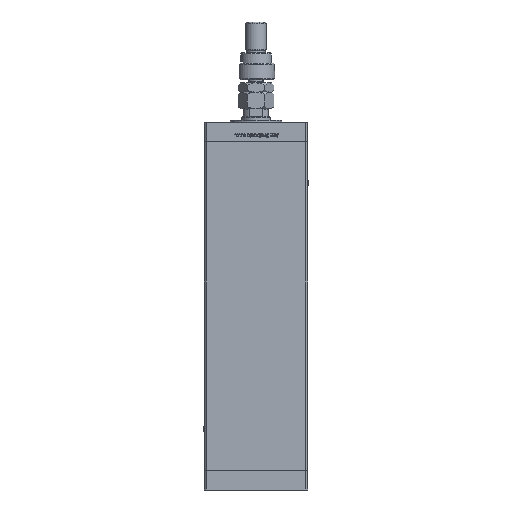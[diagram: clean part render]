
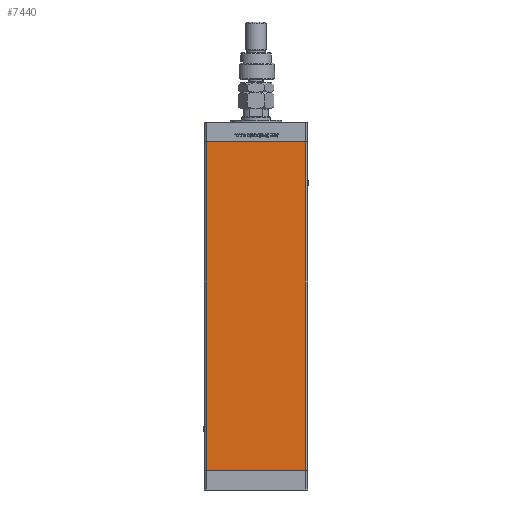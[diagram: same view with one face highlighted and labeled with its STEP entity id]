
A CAD part, front view. The second image highlights one B-rep face of the part: STEP entity #7440.
In plain terms, the highlighted planar face has unit normal (0, -1, 0).
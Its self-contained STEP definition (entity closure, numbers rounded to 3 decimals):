
#129 = DIRECTION ( 'NONE',  ( 0., 0., -1. ) ) ;
#1167 = DIRECTION ( 'NONE',  ( 1., 0., 0. ) ) ;
#2101 = CARTESIAN_POINT ( 'NONE',  ( 48., -43.5, 318.5 ) ) ;
#6231 = VECTOR ( 'NONE', #129, 1000. ) ;
#6273 = EDGE_CURVE ( 'NONE', #32066, #44578, #14907, .T. ) ;
#7440 = ADVANCED_FACE ( 'NONE', ( #50191 ), #46347, .F. ) ;
#10439 = CARTESIAN_POINT ( 'NONE',  ( 48., -43.5, 0. ) ) ;
#10874 = DIRECTION ( 'NONE',  ( 0., 1., 0. ) ) ;
#11888 = VERTEX_POINT ( 'NONE', #10439 ) ;
#12083 = CARTESIAN_POINT ( 'NONE',  ( -48., -43.5, 0. ) ) ;
#12564 = EDGE_LOOP ( 'NONE', ( #51296, #46662, #41462, #19340 ) ) ;
#14907 = LINE ( 'NONE', #33105, #21523 ) ;
#17403 = VECTOR ( 'NONE', #51957, 1000. ) ;
#19337 = DIRECTION ( 'NONE',  ( 1., 0., 0. ) ) ;
#19340 = ORIENTED_EDGE ( 'NONE', *, *, #28613, .T. ) ;
#21523 = VECTOR ( 'NONE', #19337, 1000. ) ;
#24369 = EDGE_CURVE ( 'NONE', #44578, #11888, #34105, .T. ) ;
#27753 = CARTESIAN_POINT ( 'NONE',  ( -48., -43.5, 318.5 ) ) ;
#28613 = EDGE_CURVE ( 'NONE', #32066, #44498, #49139, .T. ) ;
#30917 = AXIS2_PLACEMENT_3D ( 'NONE', #37585, #10874, #55157 ) ;
#32066 = VERTEX_POINT ( 'NONE', #57696 ) ;
#32599 = LINE ( 'NONE', #46325, #41297 ) ;
#33105 = CARTESIAN_POINT ( 'NONE',  ( -48., -43.5, 318.5 ) ) ;
#34105 = LINE ( 'NONE', #2101, #17403 ) ;
#37585 = CARTESIAN_POINT ( 'NONE',  ( -48., -43.5, 318.5 ) ) ;
#41297 = VECTOR ( 'NONE', #1167, 1000. ) ;
#41462 = ORIENTED_EDGE ( 'NONE', *, *, #6273, .F. ) ;
#41963 = EDGE_CURVE ( 'NONE', #44498, #11888, #32599, .T. ) ;
#44498 = VERTEX_POINT ( 'NONE', #12083 ) ;
#44578 = VERTEX_POINT ( 'NONE', #57237 ) ;
#46325 = CARTESIAN_POINT ( 'NONE',  ( -48., -43.5, 0. ) ) ;
#46347 = PLANE ( 'NONE',  #30917 ) ;
#46662 = ORIENTED_EDGE ( 'NONE', *, *, #24369, .F. ) ;
#49139 = LINE ( 'NONE', #27753, #6231 ) ;
#50191 = FACE_OUTER_BOUND ( 'NONE', #12564, .T. ) ;
#51296 = ORIENTED_EDGE ( 'NONE', *, *, #41963, .T. ) ;
#51957 = DIRECTION ( 'NONE',  ( 0., 0., -1. ) ) ;
#55157 = DIRECTION ( 'NONE',  ( 0., 0., 1. ) ) ;
#57237 = CARTESIAN_POINT ( 'NONE',  ( 48., -43.5, 318.5 ) ) ;
#57696 = CARTESIAN_POINT ( 'NONE',  ( -48., -43.5, 318.5 ) ) ;
